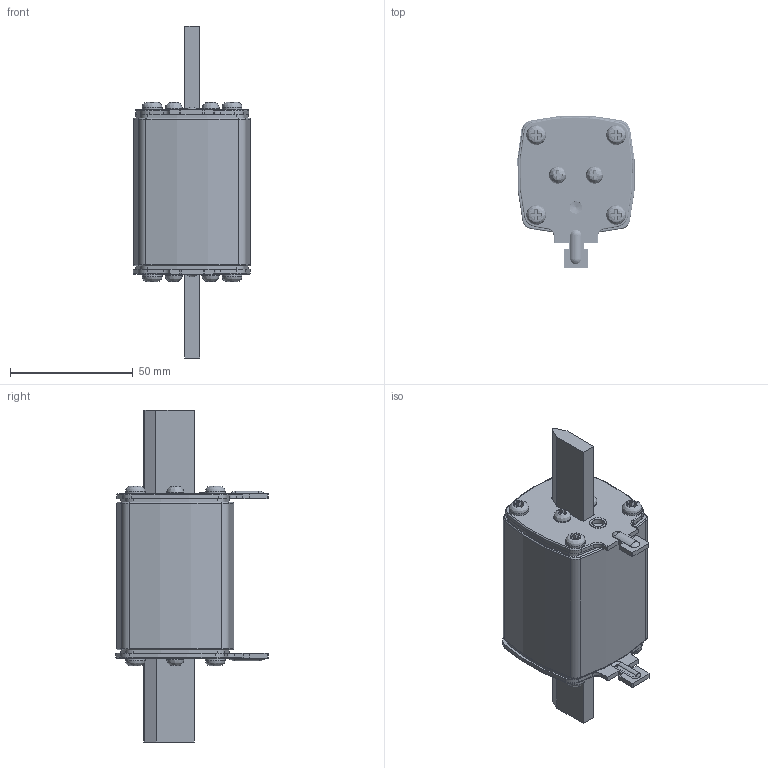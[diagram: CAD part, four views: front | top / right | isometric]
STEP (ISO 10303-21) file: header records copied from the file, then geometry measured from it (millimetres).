
FILE_DESCRIPTION(/* description */ (''),/* implementation_level */ '2;1');
FILE_NAME(/* name */ 'RT16-1T.stp',/* time_stamp */ '2023-11-30T08:49:40+08:00',/* author */ (''),/* organization */ (''),/* preprocessor_version */ 'ST-DEVELOPER v16',/* originating_system */ 'SIEMENS PLM Software NX 10.0',/* authorisation */ '');
FILE_SCHEMA (('CONFIG_CONTROL_DESIGN'));
Length unit declared in the file: millimetre
Products named in the file (1): RT16-1T
Bounding box: 47.63 x 62.09 x 135 mm (x, y, z)
Volume: 94680.5 mm3; surface area: 50349 mm2
Topology: 32 solids, 32 shells, 982 faces, 2578 edges, 1686 vertices
Faces by surface type: plane 504, cylinder 210, cone 141, bspline 62, torus 57, sphere 8
Full cylindrical faces by diameter (mm): 0.13 x1, 0.3 x1, 2.4 x1, 3 x1, 3.2 x5, 3.3 x8, 3.9 x40, 4 x1, 4.391 x1, 4.5 x8, 4.991 x1, 5 x1, 5.2 x16, 5.7 x4, 7 x5, 8 x17, 35 x1
Entity records: 71747 total; most frequent: CARTESIAN_POINT 53062, ORIENTED_EDGE 3814, DIRECTION 3564, EDGE_CURVE 1907, VERTEX_POINT 1314, AXIS2_PLACEMENT_3D 1291, EDGE_LOOP 1066, LINE 982
